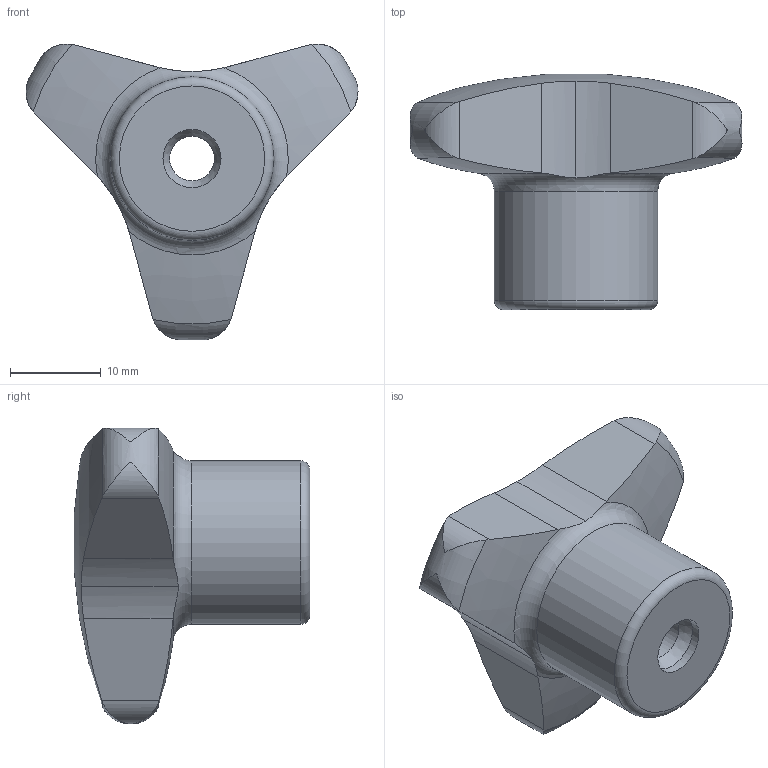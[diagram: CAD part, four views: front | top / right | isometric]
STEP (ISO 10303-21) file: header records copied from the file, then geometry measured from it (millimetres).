
FILE_DESCRIPTION( ( 'STEP AP203' ), ' ' );
FILE_NAME( 'Stainless Steel-Three-lobe knob AISI 303 GN 5345-40-M6-D.stp', '2015-09-15T12:49:14', ( '' ), ( '' ), ' ', 'PARTsolutions', ' ' );
FILE_SCHEMA( ( 'CONFIG_CONTROL_DESIGN' ) );
Length unit declared in the file: millimetre
Products named in the file (1): _Stainless Steel-Three-lobe knob AISI 303 GN 5345-40-M6-D
Bounding box: 36.54 x 25.9 x 32.57 mm (x, y, z)
Volume: 9075.8 mm3; surface area: 3347.5 mm2
Topology: 1 solids, 1 shells, 34 faces, 92 edges, 59 vertices
Faces by surface type: cylinder 16, plane 7, torus 5, bspline 3, cone 2, sphere 1
Full cylindrical faces by diameter (mm): 4.917 x1, 6.4 x2, 18 x1
Entity records: 1356 total; most frequent: CARTESIAN_POINT 573, ORIENTED_EDGE 162, DIRECTION 127, EDGE_CURVE 81, VERTEX_POINT 58, AXIS2_PLACEMENT_3D 56, EDGE_LOOP 44, B_SPLINE_CURVE_WITH_KNOTS 42
